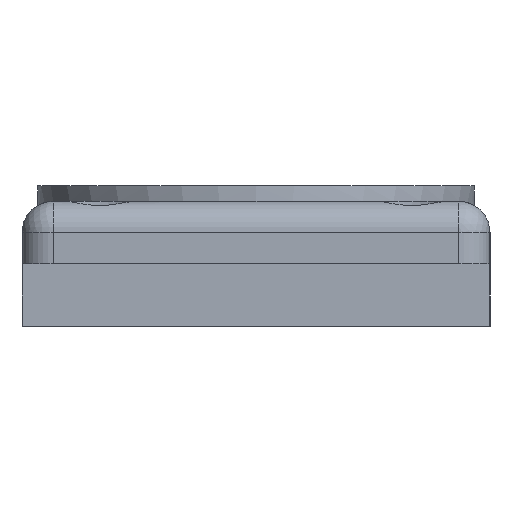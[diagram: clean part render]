
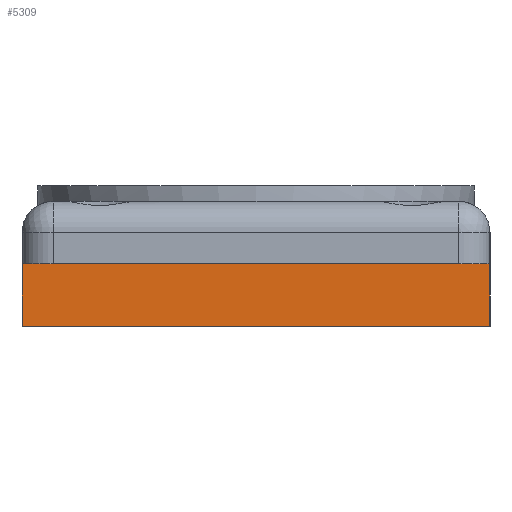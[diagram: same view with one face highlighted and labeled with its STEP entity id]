
A CAD part, left-side view. The second image highlights one B-rep face of the part: STEP entity #5309.
In plain terms, the highlighted planar face has unit normal (-1, 0, 0).
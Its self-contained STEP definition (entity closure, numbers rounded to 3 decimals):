
#305=PLANE('',#5507);
#598=FACE_OUTER_BOUND('',#915,.T.);
#915=EDGE_LOOP('',(#4991,#4992,#4993,#4994));
#990=LINE('',#6476,#1417);
#999=LINE('',#6515,#1426);
#1005=LINE('',#6543,#1432);
#1389=LINE('',#10531,#1816);
#1417=VECTOR('',#5584,10.);
#1426=VECTOR('',#5639,10.);
#1432=VECTOR('',#5671,10.);
#1816=VECTOR('',#6301,10.);
#2169=VERTEX_POINT('',#6473);
#2170=VERTEX_POINT('',#6475);
#2177=VERTEX_POINT('',#6514);
#2186=VERTEX_POINT('',#6542);
#2697=EDGE_CURVE('',#2170,#2169,#990,.T.);
#2718=EDGE_CURVE('',#2170,#2177,#999,.T.);
#2733=EDGE_CURVE('',#2177,#2186,#1005,.T.);
#3431=EDGE_CURVE('',#2186,#2169,#1389,.T.);
#4991=ORIENTED_EDGE('',*,*,#2718,.F.);
#4992=ORIENTED_EDGE('',*,*,#2697,.T.);
#4993=ORIENTED_EDGE('',*,*,#3431,.F.);
#4994=ORIENTED_EDGE('',*,*,#2733,.F.);
#5309=ADVANCED_FACE('',(#598),#305,.T.);
#5507=AXIS2_PLACEMENT_3D('',#10530,#6299,#6300);
#5584=DIRECTION('',(0.,0.,-1.));
#5639=DIRECTION('',(0.,-1.,0.));
#5671=DIRECTION('',(0.,0.,-1.));
#6299=DIRECTION('center_axis',(-1.,0.,0.));
#6300=DIRECTION('ref_axis',(0.,1.,0.));
#6301=DIRECTION('',(0.,1.,0.));
#6473=CARTESIAN_POINT('',(-81.,15.,-4.));
#6475=CARTESIAN_POINT('',(-81.,15.,0.));
#6476=CARTESIAN_POINT('',(-81.,15.,0.));
#6514=CARTESIAN_POINT('',(-81.,-15.,0.));
#6515=CARTESIAN_POINT('',(-81.,15.,0.));
#6542=CARTESIAN_POINT('',(-81.,-15.,-4.));
#6543=CARTESIAN_POINT('',(-81.,-15.,0.));
#10530=CARTESIAN_POINT('Origin',(-81.,-15.,0.));
#10531=CARTESIAN_POINT('',(-81.,15.,-4.));
